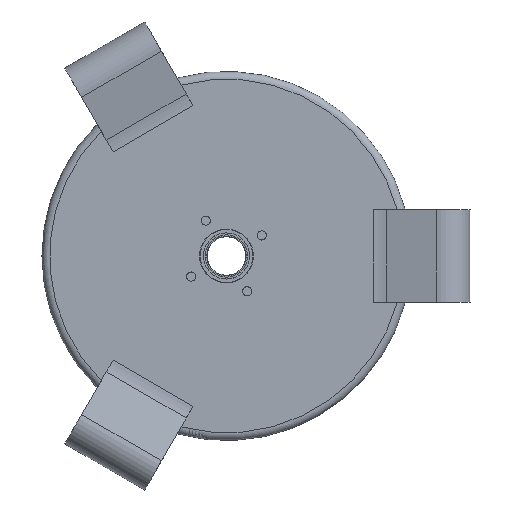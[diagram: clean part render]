
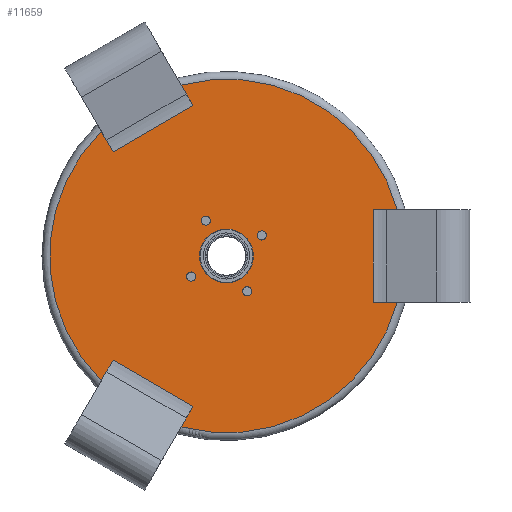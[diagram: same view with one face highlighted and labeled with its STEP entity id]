
A CAD part, top view. The second image highlights one B-rep face of the part: STEP entity #11659.
In plain terms, the highlighted face is planar.
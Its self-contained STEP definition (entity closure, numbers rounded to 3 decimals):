
#886=FACE_BOUND('',#1894,.T.);
#887=FACE_BOUND('',#1895,.T.);
#888=FACE_BOUND('',#1896,.T.);
#889=FACE_BOUND('',#1897,.T.);
#890=FACE_BOUND('',#1898,.T.);
#934=PLANE('',#12539);
#1086=FACE_OUTER_BOUND('',#1893,.T.);
#1893=EDGE_LOOP('',(#7712,#7713,#7714,#7715,#7716,#7717,#7718,#7719,#7720,
#7721,#7722,#7723));
#1894=EDGE_LOOP('',(#7724));
#1895=EDGE_LOOP('',(#7725));
#1896=EDGE_LOOP('',(#7726));
#1897=EDGE_LOOP('',(#7727));
#1898=EDGE_LOOP('',(#7728));
#2736=LINE('',#18592,#3230);
#2737=LINE('',#18594,#3231);
#2738=LINE('',#18598,#3232);
#2739=LINE('',#18600,#3233);
#2740=LINE('',#18601,#3234);
#2741=LINE('',#18603,#3235);
#2742=LINE('',#18605,#3236);
#2743=LINE('',#18607,#3237);
#2744=LINE('',#18610,#3238);
#3230=VECTOR('',#14409,1000.);
#3231=VECTOR('',#14410,1000.);
#3232=VECTOR('',#14413,1000.);
#3233=VECTOR('',#14414,1000.);
#3234=VECTOR('',#14415,1000.);
#3235=VECTOR('',#14416,1000.);
#3236=VECTOR('',#14417,1000.);
#3237=VECTOR('',#14418,1000.);
#3238=VECTOR('',#14421,1000.);
#3713=CIRCLE('',#12500,6.011);
#3715=CIRCLE('',#12504,6.011);
#3717=CIRCLE('',#12508,6.011);
#3719=CIRCLE('',#12512,6.011);
#3721=CIRCLE('',#12516,35.);
#3727=CIRCLE('',#12525,230.);
#3736=CIRCLE('',#12540,230.);
#3737=CIRCLE('',#12541,230.);
#4692=VERTEX_POINT('',#18439);
#4694=VERTEX_POINT('',#18446);
#4696=VERTEX_POINT('',#18453);
#4698=VERTEX_POINT('',#18460);
#4700=VERTEX_POINT('',#18467);
#4709=VERTEX_POINT('',#18522);
#4710=VERTEX_POINT('',#18541);
#4720=VERTEX_POINT('',#18590);
#4721=VERTEX_POINT('',#18591);
#4722=VERTEX_POINT('',#18593);
#4723=VERTEX_POINT('',#18595);
#4724=VERTEX_POINT('',#18597);
#4725=VERTEX_POINT('',#18599);
#4726=VERTEX_POINT('',#18602);
#4727=VERTEX_POINT('',#18604);
#4728=VERTEX_POINT('',#18606);
#4729=VERTEX_POINT('',#18608);
#5791=EDGE_CURVE('',#4692,#4692,#3713,.T.);
#5794=EDGE_CURVE('',#4694,#4694,#3715,.T.);
#5797=EDGE_CURVE('',#4696,#4696,#3717,.T.);
#5800=EDGE_CURVE('',#4698,#4698,#3719,.T.);
#5803=EDGE_CURVE('',#4700,#4700,#3721,.T.);
#5813=EDGE_CURVE('',#4710,#4709,#3727,.T.);
#5829=EDGE_CURVE('',#4720,#4721,#2736,.T.);
#5830=EDGE_CURVE('',#4722,#4721,#2737,.T.);
#5831=EDGE_CURVE('',#4722,#4723,#3736,.T.);
#5832=EDGE_CURVE('',#4723,#4724,#2738,.T.);
#5833=EDGE_CURVE('',#4724,#4725,#2739,.T.);
#5834=EDGE_CURVE('',#4710,#4725,#2740,.T.);
#5835=EDGE_CURVE('',#4709,#4726,#2741,.T.);
#5836=EDGE_CURVE('',#4726,#4727,#2742,.T.);
#5837=EDGE_CURVE('',#4728,#4727,#2743,.T.);
#5838=EDGE_CURVE('',#4728,#4729,#3737,.T.);
#5839=EDGE_CURVE('',#4729,#4720,#2744,.T.);
#7712=ORIENTED_EDGE('',*,*,#5829,.T.);
#7713=ORIENTED_EDGE('',*,*,#5830,.F.);
#7714=ORIENTED_EDGE('',*,*,#5831,.T.);
#7715=ORIENTED_EDGE('',*,*,#5832,.T.);
#7716=ORIENTED_EDGE('',*,*,#5833,.T.);
#7717=ORIENTED_EDGE('',*,*,#5834,.F.);
#7718=ORIENTED_EDGE('',*,*,#5813,.T.);
#7719=ORIENTED_EDGE('',*,*,#5835,.T.);
#7720=ORIENTED_EDGE('',*,*,#5836,.T.);
#7721=ORIENTED_EDGE('',*,*,#5837,.F.);
#7722=ORIENTED_EDGE('',*,*,#5838,.T.);
#7723=ORIENTED_EDGE('',*,*,#5839,.T.);
#7724=ORIENTED_EDGE('',*,*,#5791,.T.);
#7725=ORIENTED_EDGE('',*,*,#5794,.T.);
#7726=ORIENTED_EDGE('',*,*,#5797,.T.);
#7727=ORIENTED_EDGE('',*,*,#5800,.T.);
#7728=ORIENTED_EDGE('',*,*,#5803,.T.);
#11659=ADVANCED_FACE('',(#1086,#886,#887,#888,#889,#890),#934,.T.);
#12500=AXIS2_PLACEMENT_3D('',#18440,#14318,#14319);
#12504=AXIS2_PLACEMENT_3D('',#18447,#14327,#14328);
#12508=AXIS2_PLACEMENT_3D('',#18454,#14336,#14337);
#12512=AXIS2_PLACEMENT_3D('',#18461,#14345,#14346);
#12516=AXIS2_PLACEMENT_3D('',#18468,#14354,#14355);
#12525=AXIS2_PLACEMENT_3D('',#18542,#14373,#14374);
#12539=AXIS2_PLACEMENT_3D('',#18589,#14407,#14408);
#12540=AXIS2_PLACEMENT_3D('',#18596,#14411,#14412);
#12541=AXIS2_PLACEMENT_3D('',#18609,#14419,#14420);
#14318=DIRECTION('center_axis',(0.,-1.,0.));
#14319=DIRECTION('ref_axis',(-1.,0.,0.));
#14327=DIRECTION('center_axis',(0.,-1.,0.));
#14328=DIRECTION('ref_axis',(-1.,0.,0.));
#14336=DIRECTION('center_axis',(0.,-1.,0.));
#14337=DIRECTION('ref_axis',(-1.,0.,0.));
#14345=DIRECTION('center_axis',(0.,-1.,0.));
#14346=DIRECTION('ref_axis',(-1.,0.,0.));
#14354=DIRECTION('center_axis',(0.,-1.,0.));
#14355=DIRECTION('ref_axis',(0.,0.,1.));
#14373=DIRECTION('center_axis',(0.,1.,0.));
#14374=DIRECTION('ref_axis',(0.,0.,1.));
#14407=DIRECTION('center_axis',(0.,1.,0.));
#14408=DIRECTION('ref_axis',(0.,0.,1.));
#14409=DIRECTION('',(-0.866,0.,0.5));
#14410=DIRECTION('',(0.5,0.,0.866));
#14411=DIRECTION('center_axis',(0.,1.,0.));
#14412=DIRECTION('ref_axis',(0.,0.,1.));
#14413=DIRECTION('',(0.5,0.,-0.866));
#14414=DIRECTION('',(0.866,0.,0.5));
#14415=DIRECTION('',(0.5,0.,-0.866));
#14416=DIRECTION('',(-1.,0.,0.));
#14417=DIRECTION('',(0.,0.,-1.));
#14418=DIRECTION('',(-1.,0.,0.));
#14419=DIRECTION('center_axis',(0.,1.,0.));
#14420=DIRECTION('ref_axis',(0.,0.,1.));
#14421=DIRECTION('',(0.5,0.,0.866));
#18439=CARTESIAN_POINT('',(51.989,15.,-26.764));
#18440=CARTESIAN_POINT('Origin',(45.978,15.,-26.764));
#18446=CARTESIAN_POINT('',(-39.967,15.,26.764));
#18447=CARTESIAN_POINT('Origin',(-45.978,15.,26.764));
#18453=CARTESIAN_POINT('',(32.775,15.,45.978));
#18454=CARTESIAN_POINT('Origin',(26.764,15.,45.978));
#18460=CARTESIAN_POINT('',(-20.752,15.,-45.978));
#18461=CARTESIAN_POINT('Origin',(-26.764,15.,-45.978));
#18467=CARTESIAN_POINT('',(0.,15.,-35.));
#18468=CARTESIAN_POINT('Origin',(0.,15.,0.));
#18522=CARTESIAN_POINT('',(222.036,15.,60.));
#18541=CARTESIAN_POINT('',(-59.056,15.,222.289));
#18542=CARTESIAN_POINT('Origin',(0.,15.,0.));
#18589=CARTESIAN_POINT('Origin',(60.,15.,0.));
#18590=CARTESIAN_POINT('',(-43.553,15.,-195.436));
#18591=CARTESIAN_POINT('',(-147.476,15.,-135.436));
#18592=CARTESIAN_POINT('',(-50.515,15.,-191.417));
#18593=CARTESIAN_POINT('',(-162.98,15.,-162.289));
#18594=CARTESIAN_POINT('',(-81.962,15.,-21.962));
#18595=CARTESIAN_POINT('',(-162.98,15.,162.289));
#18596=CARTESIAN_POINT('Origin',(0.,15.,0.));
#18597=CARTESIAN_POINT('',(-147.476,15.,135.436));
#18598=CARTESIAN_POINT('',(-81.962,15.,21.962));
#18599=CARTESIAN_POINT('',(-43.553,15.,195.436));
#18600=CARTESIAN_POINT('',(-50.515,15.,191.417));
#18601=CARTESIAN_POINT('',(21.962,15.,81.962));
#18602=CARTESIAN_POINT('',(191.029,15.,60.));
#18603=CARTESIAN_POINT('',(60.,15.,60.));
#18604=CARTESIAN_POINT('',(191.029,15.,-60.));
#18605=CARTESIAN_POINT('',(191.029,15.,0.));
#18606=CARTESIAN_POINT('',(222.036,15.,-60.));
#18607=CARTESIAN_POINT('',(60.,15.,-60.));
#18608=CARTESIAN_POINT('',(-59.056,15.,-222.289));
#18609=CARTESIAN_POINT('Origin',(0.,15.,0.));
#18610=CARTESIAN_POINT('',(21.962,15.,-81.962));
